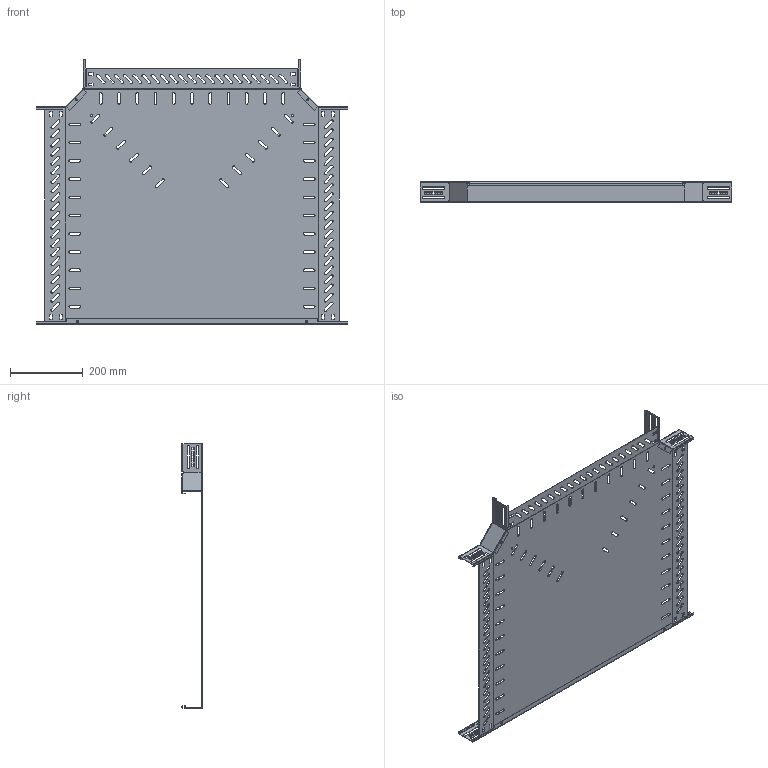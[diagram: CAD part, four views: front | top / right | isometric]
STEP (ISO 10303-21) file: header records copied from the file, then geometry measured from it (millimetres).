
FILE_DESCRIPTION (( 'STEP AP214' ), '1' );
FILE_NAME ('6038170.STEP', '2024-10-25T13:20:20', ( '' ), ( '' ), 'SwSTEP 2.0', 'SolidWorks 2024', '' );
FILE_SCHEMA (( 'AUTOMOTIVE_DESIGN' ));
Length unit declared in the file: millimetre
Products named in the file (4): 6038170; 172072_600; 167655_60x90°; 172093_600
Assembly tree (4 placements, depth 2):
  6038170
    172072_600
    167655_60x90°  x2
    172093_600
Bounding box: 854 x 57 x 724.99 mm (x, y, z)
Volume: 639936.7 mm3; surface area: 1250894.6 mm2
Topology: 4 solids, 4 shells, 1184 faces, 3384 edges, 2208 vertices
Faces by surface type: plane 698, cylinder 470, bspline 16
Entity records: 34081 total; most frequent: CARTESIAN_POINT 6325, ORIENTED_EDGE 5792, DIRECTION 5650, EDGE_CURVE 2896, LINE 1984, VECTOR 1984, VERTEX_POINT 1904, AXIS2_PLACEMENT_3D 1833
